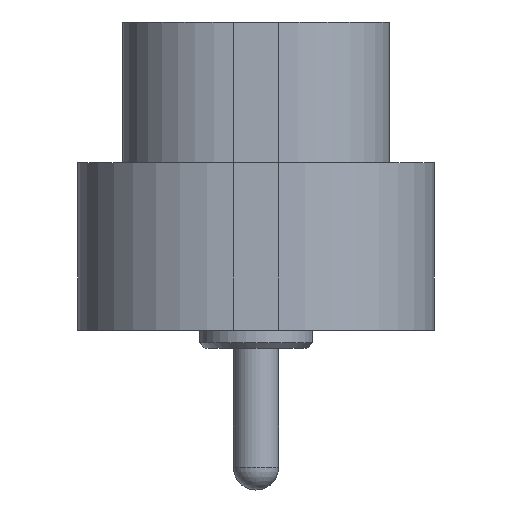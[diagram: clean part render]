
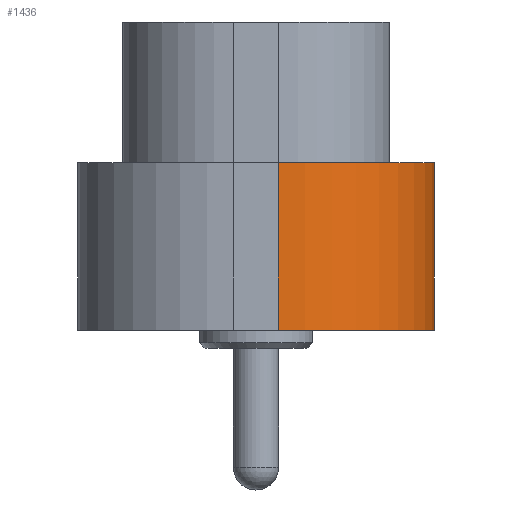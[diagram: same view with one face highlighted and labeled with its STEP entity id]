
A CAD part, left-side view. The second image highlights one B-rep face of the part: STEP entity #1436.
In plain terms, the highlighted cylindrical face has radius 3.501 mm (diameter 7.002 mm), a partial arc.
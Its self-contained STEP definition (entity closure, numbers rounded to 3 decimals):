
#164=FACE_OUTER_BOUND('',#278,.T.);
#278=EDGE_LOOP('',(#1102,#1103,#1104,#1105));
#424=LINE('',#2410,#507);
#425=LINE('',#2416,#508);
#507=VECTOR('',#1917,10.);
#508=VECTOR('',#1924,10.);
#587=CIRCLE('',#1598,3.501);
#588=CIRCLE('',#1599,3.501);
#709=VERTEX_POINT('',#2406);
#710=VERTEX_POINT('',#2408);
#711=VERTEX_POINT('',#2412);
#712=VERTEX_POINT('',#2414);
#863=EDGE_CURVE('',#709,#710,#424,.T.);
#864=EDGE_CURVE('',#711,#709,#587,.T.);
#865=EDGE_CURVE('',#712,#710,#588,.T.);
#866=EDGE_CURVE('',#711,#712,#425,.T.);
#1102=ORIENTED_EDGE('',*,*,#864,.T.);
#1103=ORIENTED_EDGE('',*,*,#863,.T.);
#1104=ORIENTED_EDGE('',*,*,#865,.F.);
#1105=ORIENTED_EDGE('',*,*,#866,.F.);
#1379=CYLINDRICAL_SURFACE('',#1597,3.501);
#1436=ADVANCED_FACE('',(#164),#1379,.T.);
#1597=AXIS2_PLACEMENT_3D('',#2411,#1918,#1919);
#1598=AXIS2_PLACEMENT_3D('',#2413,#1920,#1921);
#1599=AXIS2_PLACEMENT_3D('',#2415,#1922,#1923);
#1917=DIRECTION('',(0.,0.,1.));
#1918=DIRECTION('center_axis',(0.,0.,1.));
#1919=DIRECTION('ref_axis',(-1.,0.,0.));
#1920=DIRECTION('center_axis',(0.,0.,1.));
#1921=DIRECTION('ref_axis',(-1.,0.,0.));
#1922=DIRECTION('center_axis',(0.,0.,1.));
#1923=DIRECTION('ref_axis',(-1.,0.,0.));
#1924=DIRECTION('',(0.,0.,1.));
#2406=CARTESIAN_POINT('',(-13.498,-4.001,0.));
#2408=CARTESIAN_POINT('',(-13.498,-4.001,3.759));
#2410=CARTESIAN_POINT('',(-13.498,-4.001,0.));
#2411=CARTESIAN_POINT('Origin',(-13.498,-0.5,0.));
#2412=CARTESIAN_POINT('',(-16.999,-0.5,0.));
#2413=CARTESIAN_POINT('Origin',(-13.498,-0.5,0.));
#2414=CARTESIAN_POINT('',(-16.999,-0.5,3.759));
#2415=CARTESIAN_POINT('Origin',(-13.498,-0.5,3.759));
#2416=CARTESIAN_POINT('',(-16.999,-0.5,0.));
